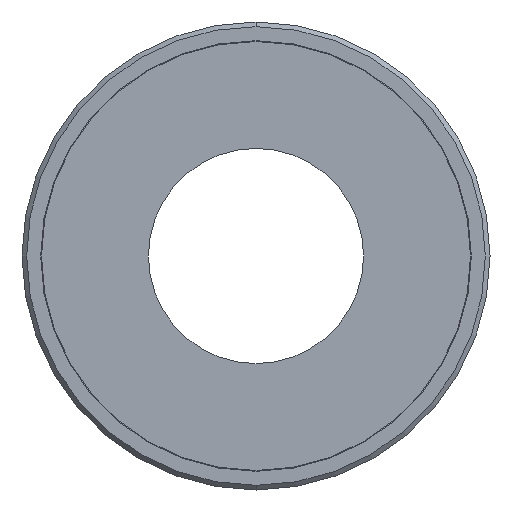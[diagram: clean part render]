
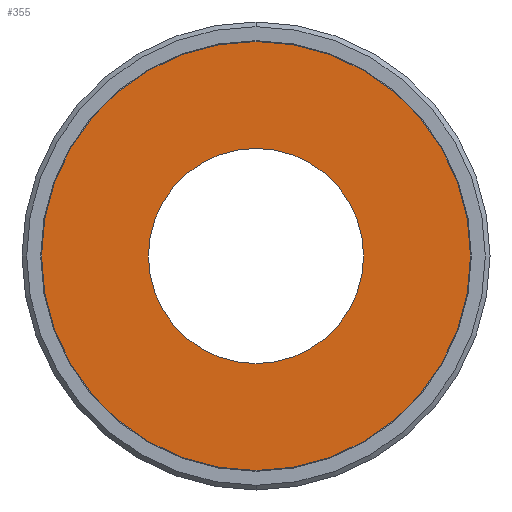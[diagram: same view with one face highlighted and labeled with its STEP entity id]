
A CAD part, front view. The second image highlights one B-rep face of the part: STEP entity #355.
In plain terms, the highlighted face is planar.
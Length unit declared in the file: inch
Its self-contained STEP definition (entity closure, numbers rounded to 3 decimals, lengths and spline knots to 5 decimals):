
#91 = ORIENTED_EDGE ( 'NONE', *, *, #794, .T. ) ;
#120 = VERTEX_POINT ( 'NONE', #2874 ) ;
#175 = CARTESIAN_POINT ( 'NONE',  ( 1.375, 0., 0.013 ) ) ;
#216 = EDGE_CURVE ( 'NONE', #2057, #2847, #838, .T. ) ;
#232 = DIRECTION ( 'NONE',  ( 0., 1., 0. ) ) ;
#306 = CARTESIAN_POINT ( 'NONE',  ( 0., 0., 0.013 ) ) ;
#333 = CIRCLE ( 'NONE', #655, 1.375 ) ;
#355 = ADVANCED_FACE ( 'NONE', ( #2116, #1389 ), #1419, .T. ) ;
#614 = ORIENTED_EDGE ( 'NONE', *, *, #2450, .F. ) ;
#655 = AXIS2_PLACEMENT_3D ( 'NONE', #306, #2565, #1426 ) ;
#664 = DIRECTION ( 'NONE',  ( 0., 0., -1. ) ) ;
#667 = EDGE_CURVE ( 'NONE', #1857, #120, #839, .T. ) ;
#719 = CARTESIAN_POINT ( 'NONE',  ( 0., 0., 0.013 ) ) ;
#794 = EDGE_CURVE ( 'NONE', #120, #1857, #333, .T. ) ;
#838 = CIRCLE ( 'NONE', #2699, 0.6894 ) ;
#839 = CIRCLE ( 'NONE', #888, 1.375 ) ;
#888 = AXIS2_PLACEMENT_3D ( 'NONE', #1786, #1321, #232 ) ;
#957 = EDGE_LOOP ( 'NONE', ( #2041, #614 ) ) ;
#965 = CARTESIAN_POINT ( 'NONE',  ( 0., 0., 0.013 ) ) ;
#1118 = DIRECTION ( 'NONE',  ( -1., 0., 0. ) ) ;
#1321 = DIRECTION ( 'NONE',  ( 0., 0., -1. ) ) ;
#1341 = DIRECTION ( 'NONE',  ( -1., 0., 0. ) ) ;
#1389 = FACE_OUTER_BOUND ( 'NONE', #2268, .T. ) ;
#1419 = PLANE ( 'NONE',  #1833 ) ;
#1426 = DIRECTION ( 'NONE',  ( 0., 1., 0. ) ) ;
#1566 = DIRECTION ( 'NONE',  ( 0., 0., -1. ) ) ;
#1713 = CARTESIAN_POINT ( 'NONE',  ( 0., 0.6894, 0.013 ) ) ;
#1786 = CARTESIAN_POINT ( 'NONE',  ( 0., 0., 0.013 ) ) ;
#1801 = CARTESIAN_POINT ( 'NONE',  ( 0., 0., 0.013 ) ) ;
#1833 = AXIS2_PLACEMENT_3D ( 'NONE', #965, #2313, #1899 ) ;
#1857 = VERTEX_POINT ( 'NONE', #175 ) ;
#1899 = DIRECTION ( 'NONE',  ( 0., 1., 0. ) ) ;
#1901 = CARTESIAN_POINT ( 'NONE',  ( 0., -0.6894, 0.013 ) ) ;
#1979 = AXIS2_PLACEMENT_3D ( 'NONE', #1801, #1566, #1341 ) ;
#2041 = ORIENTED_EDGE ( 'NONE', *, *, #216, .F. ) ;
#2057 = VERTEX_POINT ( 'NONE', #1713 ) ;
#2116 = FACE_BOUND ( 'NONE', #957, .T. ) ;
#2268 = EDGE_LOOP ( 'NONE', ( #91, #2284 ) ) ;
#2284 = ORIENTED_EDGE ( 'NONE', *, *, #667, .T. ) ;
#2313 = DIRECTION ( 'NONE',  ( 0., 0., -1. ) ) ;
#2450 = EDGE_CURVE ( 'NONE', #2847, #2057, #2696, .T. ) ;
#2565 = DIRECTION ( 'NONE',  ( 0., 0., -1. ) ) ;
#2696 = CIRCLE ( 'NONE', #1979, 0.6894 ) ;
#2699 = AXIS2_PLACEMENT_3D ( 'NONE', #719, #664, #1118 ) ;
#2847 = VERTEX_POINT ( 'NONE', #1901 ) ;
#2874 = CARTESIAN_POINT ( 'NONE',  ( -1.375, 0., 0.013 ) ) ;
